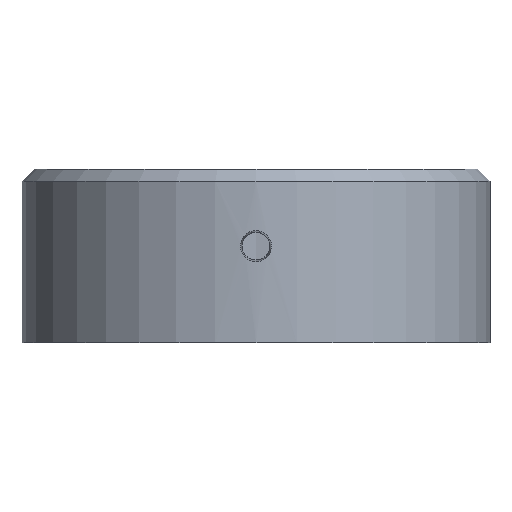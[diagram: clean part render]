
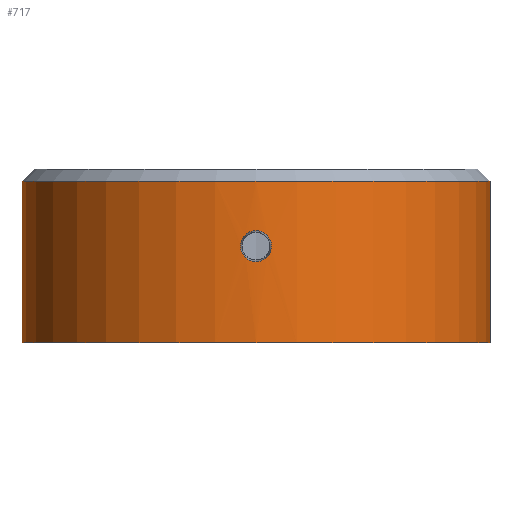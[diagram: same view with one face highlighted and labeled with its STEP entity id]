
A CAD part, front view. The second image highlights one B-rep face of the part: STEP entity #717.
In plain terms, the highlighted cylindrical face has radius 24.701 mm (diameter 49.403 mm), a partial arc.
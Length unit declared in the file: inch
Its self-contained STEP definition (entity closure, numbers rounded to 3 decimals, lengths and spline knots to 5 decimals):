
#31 = VERTEX_POINT ( 'NONE', #1876 ) ;
#109 = ORIENTED_EDGE ( 'NONE', *, *, #205, .F. ) ;
#123 = CARTESIAN_POINT ( 'NONE',  ( 0., -0.9725, 0.3375 ) ) ;
#168 = AXIS2_PLACEMENT_3D ( 'NONE', #871, #1147, #1896 ) ;
#205 = EDGE_CURVE ( 'NONE', #325, #779, #792, .T. ) ;
#236 = CARTESIAN_POINT ( 'NONE',  ( 0.0085, -0.9725, 0.4665 ) ) ;
#241 = VERTEX_POINT ( 'NONE', #1006 ) ;
#253 = CARTESIAN_POINT ( 'NONE',  ( -0.03958, -0.97171, 0.35042 ) ) ;
#255 = CARTESIAN_POINT ( 'NONE',  ( 0.02075, -0.97229, 0.34079 ) ) ;
#258 = CIRCLE ( 'NONE', #168, 0.9725 ) ;
#266 = CARTESIAN_POINT ( 'NONE',  ( -0.0563, -0.97087, 0.36957 ) ) ;
#311 = CYLINDRICAL_SURFACE ( 'NONE', #1537, 0.9725 ) ;
#325 = VERTEX_POINT ( 'NONE', #1806 ) ;
#387 = CARTESIAN_POINT ( 'NONE',  ( -0.05148, -0.97115, 0.44165 ) ) ;
#388 = CARTESIAN_POINT ( 'NONE',  ( 0.06271, -0.97048, 0.41891 ) ) ;
#399 = CARTESIAN_POINT ( 'NONE',  ( 0.04857, -0.97129, 0.35943 ) ) ;
#407 = CARTESIAN_POINT ( 'NONE',  ( 0.02859, -0.97209, 0.45995 ) ) ;
#420 = CARTESIAN_POINT ( 'NONE',  ( 0.06234, -0.9705, 0.38527 ) ) ;
#447 = DIRECTION ( 'NONE',  ( 0., 0., -1. ) ) ;
#467 = VECTOR ( 'NONE', #1110, 39.37008 ) ;
#472 = DIRECTION ( 'NONE',  ( 0., 0., -1. ) ) ;
#566 = CARTESIAN_POINT ( 'NONE',  ( 0.03929, -0.97171, 0.45328 ) ) ;
#573 = CARTESIAN_POINT ( 'NONE',  ( 0., -0.9725, 0.4665 ) ) ;
#699 = CARTESIAN_POINT ( 'NONE',  ( -0.06114, -0.97058, 0.38129 ) ) ;
#701 = CARTESIAN_POINT ( 'NONE',  ( 0.00421, -0.9725, 0.3375 ) ) ;
#709 = CARTESIAN_POINT ( 'NONE',  ( -0.06398, -0.97039, 0.39357 ) ) ;
#717 = ADVANCED_FACE ( 'NONE', ( #916, #956 ), #311, .T. ) ;
#740 = CARTESIAN_POINT ( 'NONE',  ( -0.02077, -0.97229, 0.4632 ) ) ;
#779 = VERTEX_POINT ( 'NONE', #1019 ) ;
#792 = LINE ( 'NONE', #1838, #467 ) ;
#824 = CARTESIAN_POINT ( 'NONE',  ( -0.0644, -0.97037, 0.39785 ) ) ;
#850 = CARTESIAN_POINT ( 'NONE',  ( 0.01673, -0.97236, 0.33957 ) ) ;
#871 = CARTESIAN_POINT ( 'NONE',  ( 0., 0., 0. ) ) ;
#916 = FACE_OUTER_BOUND ( 'NONE', #1179, .T. ) ;
#927 = ORIENTED_EDGE ( 'NONE', *, *, #1223, .T. ) ;
#949 = CARTESIAN_POINT ( 'NONE',  ( -0.9725, 0., 0.67244 ) ) ;
#956 = FACE_BOUND ( 'NONE', #1317, .T. ) ;
#967 = CARTESIAN_POINT ( 'NONE',  ( -0.0324, -0.97199, 0.34563 ) ) ;
#971 = CARTESIAN_POINT ( 'NONE',  ( 0., -0.9725, 0.4665 ) ) ;
#972 = ORIENTED_EDGE ( 'NONE', *, *, #1713, .T. ) ;
#980 = CARTESIAN_POINT ( 'NONE',  ( -0.04258, -0.97157, 0.45057 ) ) ;
#981 = CARTESIAN_POINT ( 'NONE',  ( 0.0644, -0.97037, 0.39781 ) ) ;
#989 = CARTESIAN_POINT ( 'NONE',  ( 0.05122, -0.97115, 0.36268 ) ) ;
#1002 = CARTESIAN_POINT ( 'NONE',  ( 0.0579, -0.97078, 0.37346 ) ) ;
#1006 = CARTESIAN_POINT ( 'NONE',  ( -0.9725, 0., 0. ) ) ;
#1018 = ORIENTED_EDGE ( 'NONE', *, *, #1255, .T. ) ;
#1019 = CARTESIAN_POINT ( 'NONE',  ( 0.9725, 0., 0. ) ) ;
#1077 = CARTESIAN_POINT ( 'NONE',  ( 0., -0.9725, 0.4665 ) ) ;
#1110 = DIRECTION ( 'NONE',  ( 0., 0., -1. ) ) ;
#1124 = CARTESIAN_POINT ( 'NONE',  ( -0.05628, -0.97088, 0.43446 ) ) ;
#1127 = CARTESIAN_POINT ( 'NONE',  ( 0.03229, -0.97197, 0.45796 ) ) ;
#1147 = DIRECTION ( 'NONE',  ( 0., 0., 1. ) ) ;
#1159 = CARTESIAN_POINT ( 'NONE',  ( 0.06398, -0.97039, 0.39355 ) ) ;
#1179 = EDGE_LOOP ( 'NONE', ( #109, #972, #927, #1018 ) ) ;
#1180 = VERTEX_POINT ( 'NONE', #1077 ) ;
#1208 = B_SPLINE_CURVE_WITH_KNOTS ( 'NONE', 3,
 ( #971, #236, #1409, #407, #1127, #566, #1707, #1281, #1301, #388, #1716, #981, #1159, #420, #1551, #1002, #1740, #989, #399, #1560, #1583, #255, #850, #1573, #701, #123 ),
 .UNSPECIFIED., .F., .F.,
 ( 4, 2, 2, 2, 2, 2, 2, 2, 2, 2, 2, 2, 4 ),
 ( 0.00383, 0.00447, 0.00479, 0.00511, 0.00575, 0.00639, 0.00671, 0.00703, 0.00735, 0.00767, 0.00831, 0.00863, 0.00895 ),
 .UNSPECIFIED. ) ;
#1223 = EDGE_CURVE ( 'NONE', #1437, #241, #1270, .T. ) ;
#1247 = DIRECTION ( 'NONE',  ( -1., 0., 0. ) ) ;
#1255 = EDGE_CURVE ( 'NONE', #241, #779, #258, .T. ) ;
#1265 = ORIENTED_EDGE ( 'NONE', *, *, #1285, .T. ) ;
#1267 = CARTESIAN_POINT ( 'NONE',  ( -0.06439, -0.97037, 0.41047 ) ) ;
#1270 = LINE ( 'NONE', #1540, #1424 ) ;
#1281 = CARTESIAN_POINT ( 'NONE',  ( 0.05151, -0.97115, 0.44162 ) ) ;
#1285 = EDGE_CURVE ( 'NONE', #1180, #31, #1208, .T. ) ;
#1301 = CARTESIAN_POINT ( 'NONE',  ( 0.0563, -0.97087, 0.43443 ) ) ;
#1317 = EDGE_LOOP ( 'NONE', ( #1781, #1265 ) ) ;
#1330 = CARTESIAN_POINT ( 'NONE',  ( -0.01667, -0.97237, 0.46444 ) ) ;
#1368 = CIRCLE ( 'NONE', #1506, 0.9725 ) ;
#1396 = CARTESIAN_POINT ( 'NONE',  ( 0., 0., 2.97309 ) ) ;
#1409 = CARTESIAN_POINT ( 'NONE',  ( 0.01687, -0.97239, 0.46482 ) ) ;
#1414 = CARTESIAN_POINT ( 'NONE',  ( -0.00842, -0.9725, 0.3375 ) ) ;
#1424 = VECTOR ( 'NONE', #1855, 39.37008 ) ;
#1437 = VERTEX_POINT ( 'NONE', #949 ) ;
#1438 = CARTESIAN_POINT ( 'NONE',  ( -0.01689, -0.97238, 0.33919 ) ) ;
#1506 = AXIS2_PLACEMENT_3D ( 'NONE', #1762, #447, #1616 ) ;
#1537 = AXIS2_PLACEMENT_3D ( 'NONE', #1396, #472, #1247 ) ;
#1539 = CARTESIAN_POINT ( 'NONE',  ( -0.05159, -0.97115, 0.36247 ) ) ;
#1540 = CARTESIAN_POINT ( 'NONE',  ( -0.9725, 0., 2.97309 ) ) ;
#1551 = CARTESIAN_POINT ( 'NONE',  ( 0.06112, -0.97058, 0.38125 ) ) ;
#1558 = EDGE_CURVE ( 'NONE', #31, #1180, #1661, .T. ) ;
#1560 = CARTESIAN_POINT ( 'NONE',  ( 0.03957, -0.97171, 0.35041 ) ) ;
#1573 = CARTESIAN_POINT ( 'NONE',  ( 0.00848, -0.97247, 0.33792 ) ) ;
#1583 = CARTESIAN_POINT ( 'NONE',  ( 0.03248, -0.97199, 0.34567 ) ) ;
#1589 = CARTESIAN_POINT ( 'NONE',  ( -0.03927, -0.97171, 0.45329 ) ) ;
#1601 = CARTESIAN_POINT ( 'NONE',  ( -0.02856, -0.97209, 0.45996 ) ) ;
#1613 = CARTESIAN_POINT ( 'NONE',  ( -0.00843, -0.97247, 0.46608 ) ) ;
#1616 = DIRECTION ( 'NONE',  ( 1., 0., 0. ) ) ;
#1620 = CARTESIAN_POINT ( 'NONE',  ( -0.00425, -0.9725, 0.4665 ) ) ;
#1661 = B_SPLINE_CURVE_WITH_KNOTS ( 'NONE', 3,
 ( #1706, #1414, #1438, #967, #253, #1539, #266, #699, #1873, #709, #824, #1267, #1852, #1124, #387, #980, #1589, #1773, #1601, #740, #1330, #1613, #1620, #573 ),
 .UNSPECIFIED., .F., .F.,
 ( 4, 2, 2, 2, 2, 2, 2, 2, 2, 2, 2, 4 ),
 ( 0.00895, 0.00959, 0.01023, 0.01087, 0.01119, 0.01151, 0.01215, 0.01279, 0.01311, 0.01343, 0.01375, 0.01407 ),
 .UNSPECIFIED. ) ;
#1706 = CARTESIAN_POINT ( 'NONE',  ( 0., -0.9725, 0.3375 ) ) ;
#1707 = CARTESIAN_POINT ( 'NONE',  ( 0.0426, -0.97157, 0.45055 ) ) ;
#1713 = EDGE_CURVE ( 'NONE', #325, #1437, #1368, .T. ) ;
#1716 = CARTESIAN_POINT ( 'NONE',  ( 0.0644, -0.97037, 0.41042 ) ) ;
#1740 = CARTESIAN_POINT ( 'NONE',  ( 0.05588, -0.9709, 0.36967 ) ) ;
#1762 = CARTESIAN_POINT ( 'NONE',  ( 0., 0., 0.67244 ) ) ;
#1773 = CARTESIAN_POINT ( 'NONE',  ( -0.03226, -0.97197, 0.45798 ) ) ;
#1781 = ORIENTED_EDGE ( 'NONE', *, *, #1558, .T. ) ;
#1806 = CARTESIAN_POINT ( 'NONE',  ( 0.9725, 0., 0.67244 ) ) ;
#1838 = CARTESIAN_POINT ( 'NONE',  ( 0.9725, 0., 2.97309 ) ) ;
#1852 = CARTESIAN_POINT ( 'NONE',  ( -0.0627, -0.97048, 0.41894 ) ) ;
#1855 = DIRECTION ( 'NONE',  ( 0., 0., -1. ) ) ;
#1873 = CARTESIAN_POINT ( 'NONE',  ( -0.06235, -0.9705, 0.38531 ) ) ;
#1876 = CARTESIAN_POINT ( 'NONE',  ( 0., -0.9725, 0.3375 ) ) ;
#1896 = DIRECTION ( 'NONE',  ( 1., 0., 0. ) ) ;
